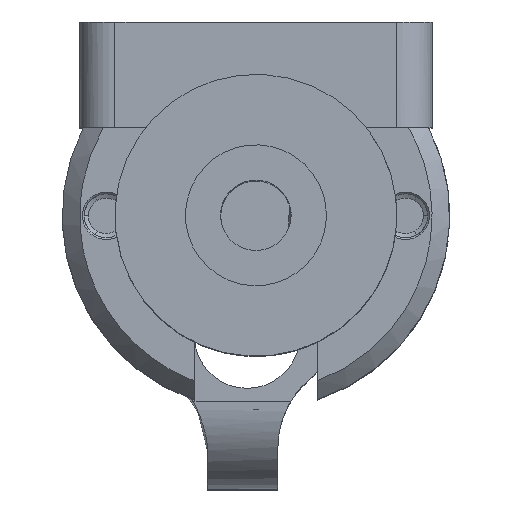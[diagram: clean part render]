
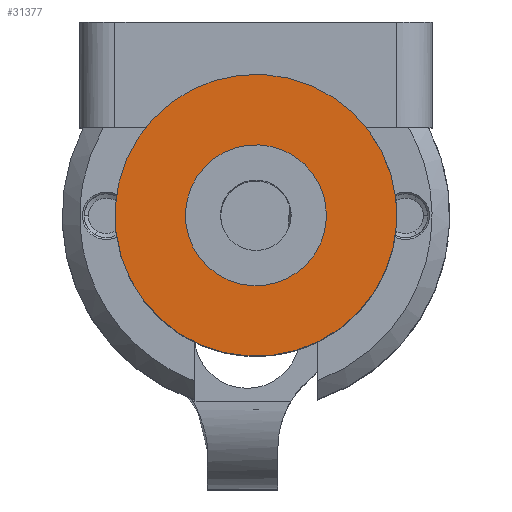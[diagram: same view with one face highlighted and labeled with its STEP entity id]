
A CAD part, top view. The second image highlights one B-rep face of the part: STEP entity #31377.
In plain terms, the highlighted planar face has unit normal (0, 0, 1).
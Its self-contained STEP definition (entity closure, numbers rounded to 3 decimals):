
#31312=CARTESIAN_POINT('Axis2P3D Location',(341.487,407.808,400.403)) ;
#31316=CARTESIAN_POINT('Vertex',(336.008,401.979,400.403)) ;
#31318=CARTESIAN_POINT('Vertex',(346.965,413.638,400.403)) ;
#31338=CARTESIAN_POINT('Axis2P3D Location',(341.487,407.808,400.403)) ;
#31350=CARTESIAN_POINT('Axis2P3D Location',(341.487,407.808,400.403)) ;
#31359=CARTESIAN_POINT('Axis2P3D Location',(341.487,407.808,400.403)) ;
#31363=CARTESIAN_POINT('Vertex',(344.226,410.723,400.403)) ;
#31365=CARTESIAN_POINT('Vertex',(338.747,404.894,400.403)) ;
#31368=CARTESIAN_POINT('Axis2P3D Location',(341.487,407.808,400.403)) ;
#31313=DIRECTION('Axis2P3D Direction',(0.,0.,-1.)) ;
#31339=DIRECTION('Axis2P3D Direction',(0.,0.,-1.)) ;
#31351=DIRECTION('Axis2P3D Direction',(0.,0.,1.)) ;
#31352=DIRECTION('Axis2P3D XDirection',(0.685,0.729,0.)) ;
#31360=DIRECTION('Axis2P3D Direction',(0.,0.,1.)) ;
#31369=DIRECTION('Axis2P3D Direction',(0.,0.,1.)) ;
#31314=AXIS2_PLACEMENT_3D('Circle Axis2P3D',#31312,#31313,$) ;
#31340=AXIS2_PLACEMENT_3D('Circle Axis2P3D',#31338,#31339,$) ;
#31353=AXIS2_PLACEMENT_3D('Plane Axis2P3D',#31350,#31351,#31352) ;
#31361=AXIS2_PLACEMENT_3D('Circle Axis2P3D',#31359,#31360,$) ;
#31370=AXIS2_PLACEMENT_3D('Circle Axis2P3D',#31368,#31369,$) ;
#31315=CIRCLE('generated circle',#31314,8.) ;
#31341=CIRCLE('generated circle',#31340,8.) ;
#31362=CIRCLE('generated circle',#31361,4.) ;
#31371=CIRCLE('generated circle',#31370,4.) ;
#31354=PLANE('',#31353) ;
#31376=FACE_BOUND('',#31373,.T.) ;
#31320=EDGE_CURVE('',#31317,#31319,#31315,.T.) ;
#31342=EDGE_CURVE('',#31319,#31317,#31341,.T.) ;
#31367=EDGE_CURVE('',#31364,#31366,#31362,.T.) ;
#31372=EDGE_CURVE('',#31366,#31364,#31371,.T.) ;
#31355=EDGE_LOOP('',(#31356,#31357)) ;
#31373=EDGE_LOOP('',(#31374,#31375)) ;
#31356=ORIENTED_EDGE('',*,*,#31320,.F.) ;
#31357=ORIENTED_EDGE('',*,*,#31342,.F.) ;
#31374=ORIENTED_EDGE('',*,*,#31367,.F.) ;
#31375=ORIENTED_EDGE('',*,*,#31372,.F.) ;
#31317=VERTEX_POINT('',#31316) ;
#31319=VERTEX_POINT('',#31318) ;
#31364=VERTEX_POINT('',#31363) ;
#31366=VERTEX_POINT('',#31365) ;
#31377=ADVANCED_FACE('X888Q666661035_P6666.1\\LPattern1',(#31358,#31376),#31354,.T.) ;
#31358=FACE_OUTER_BOUND('',#31355,.T.) ;
